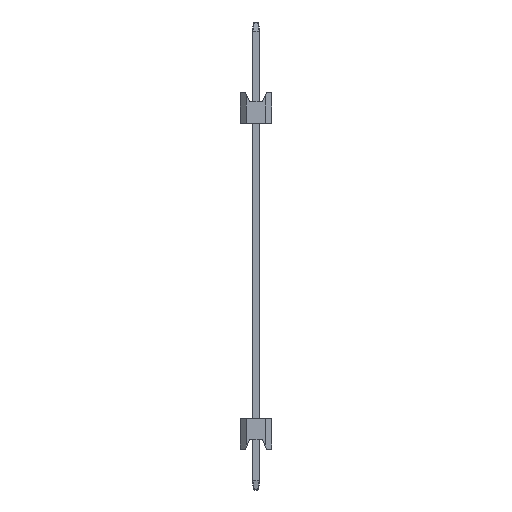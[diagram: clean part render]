
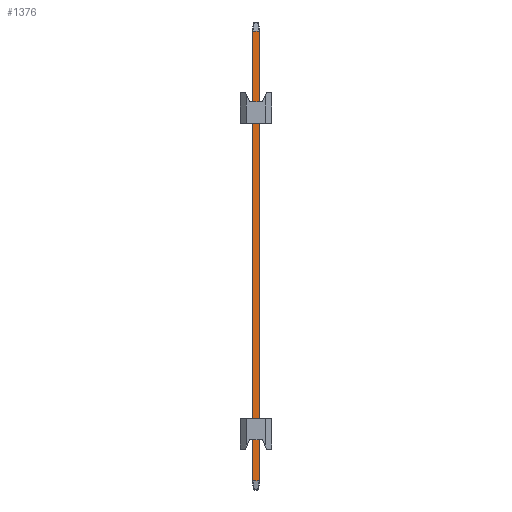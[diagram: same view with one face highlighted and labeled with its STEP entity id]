
A CAD part, left-side view. The second image highlights one B-rep face of the part: STEP entity #1376.
In plain terms, the highlighted planar face has unit normal (-1, 0, 0).
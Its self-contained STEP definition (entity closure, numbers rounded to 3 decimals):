
#306=FACE_OUTER_BOUND('',#370,.T.);
#370=EDGE_LOOP('',(#1115,#1116,#1117,#1118,#1119,#1120,#1121,#1122));
#421=LINE('',#2058,#577);
#430=LINE('',#2076,#586);
#460=LINE('',#2131,#616);
#473=LINE('',#2158,#629);
#476=LINE('',#2164,#632);
#479=LINE('',#2170,#635);
#495=LINE('',#2197,#651);
#496=LINE('',#2199,#652);
#577=VECTOR('',#1632,10.);
#586=VECTOR('',#1645,10.);
#616=VECTOR('',#1695,10.);
#629=VECTOR('',#1716,10.);
#632=VECTOR('',#1721,10.);
#635=VECTOR('',#1726,10.);
#651=VECTOR('',#1760,10.);
#652=VECTOR('',#1763,10.);
#731=VERTEX_POINT('',#2056);
#732=VERTEX_POINT('',#2057);
#739=VERTEX_POINT('',#2074);
#753=VERTEX_POINT('',#2126);
#761=VERTEX_POINT('',#2150);
#764=VERTEX_POINT('',#2156);
#766=VERTEX_POINT('',#2162);
#768=VERTEX_POINT('',#2168);
#829=EDGE_CURVE('',#731,#732,#421,.T.);
#838=EDGE_CURVE('',#739,#731,#430,.T.);
#868=EDGE_CURVE('',#732,#753,#460,.T.);
#881=EDGE_CURVE('',#764,#761,#473,.T.);
#884=EDGE_CURVE('',#766,#764,#476,.T.);
#887=EDGE_CURVE('',#768,#766,#479,.T.);
#903=EDGE_CURVE('',#761,#739,#495,.T.);
#904=EDGE_CURVE('',#753,#768,#496,.T.);
#1115=ORIENTED_EDGE('',*,*,#868,.F.);
#1116=ORIENTED_EDGE('',*,*,#829,.F.);
#1117=ORIENTED_EDGE('',*,*,#838,.F.);
#1118=ORIENTED_EDGE('',*,*,#903,.F.);
#1119=ORIENTED_EDGE('',*,*,#881,.F.);
#1120=ORIENTED_EDGE('',*,*,#884,.F.);
#1121=ORIENTED_EDGE('',*,*,#887,.F.);
#1122=ORIENTED_EDGE('',*,*,#904,.F.);
#1312=PLANE('',#1503);
#1376=ADVANCED_FACE('',(#306),#1312,.T.);
#1503=AXIS2_PLACEMENT_3D('',#2198,#1761,#1762);
#1632=DIRECTION('',(0.,0.,-1.));
#1645=DIRECTION('',(0.,-0.371,-0.928));
#1695=DIRECTION('',(0.,0.371,-0.928));
#1716=DIRECTION('',(0.,-0.371,0.928));
#1721=DIRECTION('',(0.,0.,1.));
#1726=DIRECTION('',(0.,0.371,0.928));
#1760=DIRECTION('',(0.,-1.,0.));
#1761=DIRECTION('center_axis',(-1.,0.,0.));
#1762=DIRECTION('ref_axis',(0.,-1.,0.));
#1763=DIRECTION('',(0.,1.,0.));
#2056=CARTESIAN_POINT('',(-0.32,-0.27,33.748));
#2057=CARTESIAN_POINT('',(-0.32,-0.27,-2.548));
#2058=CARTESIAN_POINT('',(-0.32,-0.27,0.));
#2074=CARTESIAN_POINT('',(-0.32,-0.269,33.75));
#2076=CARTESIAN_POINT('',(-0.32,-5.973,19.491));
#2126=CARTESIAN_POINT('',(-0.32,-0.269,-2.55));
#2131=CARTESIAN_POINT('',(-0.32,-0.593,-1.739));
#2150=CARTESIAN_POINT('',(-0.32,0.269,33.75));
#2156=CARTESIAN_POINT('',(-0.32,0.27,33.748));
#2158=CARTESIAN_POINT('',(-0.32,6.017,19.381));
#2162=CARTESIAN_POINT('',(-0.32,0.27,-2.548));
#2164=CARTESIAN_POINT('',(-0.32,0.27,0.));
#2168=CARTESIAN_POINT('',(-0.32,0.269,-2.55));
#2170=CARTESIAN_POINT('',(-0.32,0.637,-1.629));
#2197=CARTESIAN_POINT('',(-0.32,0.16,33.75));
#2198=CARTESIAN_POINT('Origin',(-0.32,0.32,0.));
#2199=CARTESIAN_POINT('',(-0.32,0.16,-2.55));
